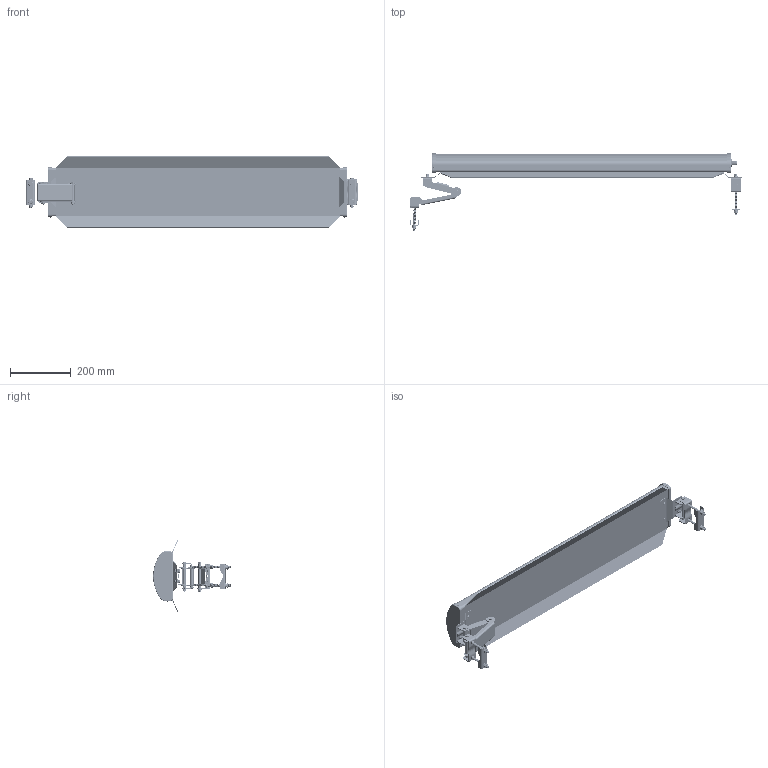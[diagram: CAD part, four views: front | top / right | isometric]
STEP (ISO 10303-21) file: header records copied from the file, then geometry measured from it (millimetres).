
FILE_DESCRIPTION (( 'STEP AP214' ), '1' );
FILE_NAME ('HG2420P-120.STEP', '2017-10-18T15:23:47', ( '' ), ( '' ), 'SwSTEP 2.0', 'SolidWorks 2014', '' );
FILE_SCHEMA (( 'AUTOMOTIVE_DESIGN' ));
Length unit declared in the file: inch
Products named in the file (8): XF157-01; HG2420P-120_Bracket-4; HG2420P-120_Bracket-3; HG2420P-120_Bracket-2; HG2420P-120_Bracket-1; HG2420P-120_bracket; HG2420P-120_ANTENNA; HG2420P-120
Assembly tree (10 placements, depth 2):
  HG2420P-120
    HG2420P-120_ANTENNA
    HG2420P-120_bracket  x2
    HG2420P-120_Bracket-1
    HG2420P-120_Bracket-2
    HG2420P-120_Bracket-3  x2
    HG2420P-120_Bracket-4  x2
    XF157-01
Bounding box: 1092.49 x 256.16 x 234.41 mm (x, y, z)
Volume: 8600572.9 mm3; surface area: 1021327.1 mm2
Topology: 12 solids, 12 shells, 3153 faces, 6934 edges, 3924 vertices
Faces by surface type: cone 2031, plane 723, cylinder 281, torus 118
Full cylindrical faces by diameter (mm): 1.8 x1, 2.98 x1, 2.989 x1, 5.969 x16, 6.35 x4, 6.528 x8, 7 x8, 8.382 x6, 8.458 x4, 8.534 x1, 9.906 x11, 10.058 x1, 11.913 x8, 12 x4, 12.004 x4, 12.04 x1, 13.5 x1, 13.691 x4, 15.951 x4, 29.441 x1
Entity records: 67218 total; most frequent: CARTESIAN_POINT 10711, DIRECTION 8901, ORIENTED_EDGE 6262, AXIS2_PLACEMENT_3D 3924, EDGE_LOOP 3587, EDGE_CURVE 3131, VERTEX_POINT 2546, FACE_OUTER_BOUND 2154
